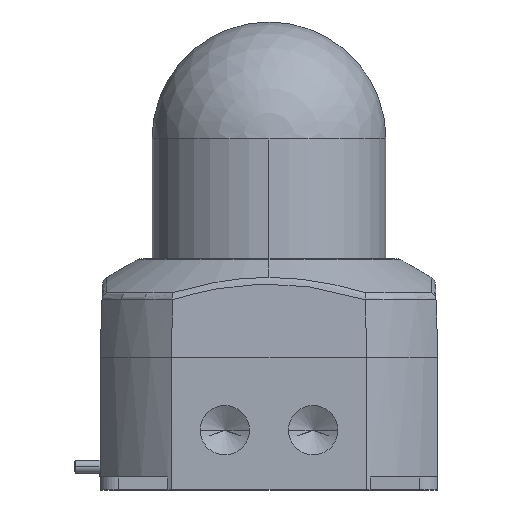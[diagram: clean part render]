
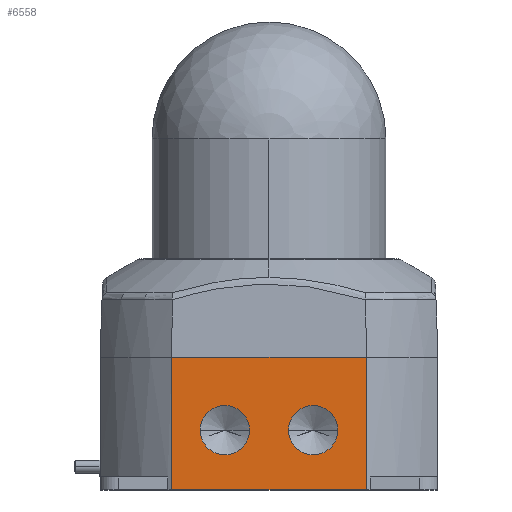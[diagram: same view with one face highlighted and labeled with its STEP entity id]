
A CAD part, front view. The second image highlights one B-rep face of the part: STEP entity #6558.
In plain terms, the highlighted planar face has unit normal (0, -1, 0).
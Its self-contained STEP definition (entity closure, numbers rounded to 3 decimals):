
#79 = ORIENTED_EDGE ( 'NONE', *, *, #272, .T. ) ;
#214 = LINE ( 'NONE', #2183, #1459 ) ;
#272 = EDGE_CURVE ( 'NONE', #2359, #6133, #1347, .T. ) ;
#287 = CARTESIAN_POINT ( 'NONE',  ( 37.417, -328.4, -51. ) ) ;
#288 = CARTESIAN_POINT ( 'NONE',  ( -7.513, -328.4, -28. ) ) ;
#298 = AXIS2_PLACEMENT_3D ( 'NONE', #1129, #3074, #5103 ) ;
#335 = ORIENTED_EDGE ( 'NONE', *, *, #4206, .F. ) ;
#349 = DIRECTION ( 'NONE',  ( 0., -1., 0. ) ) ;
#444 = CARTESIAN_POINT ( 'NONE',  ( 37.417, -328.4, -323.848 ) ) ;
#545 = ORIENTED_EDGE ( 'NONE', *, *, #3338, .T. ) ;
#597 = ORIENTED_EDGE ( 'NONE', *, *, #2833, .F. ) ;
#616 = AXIS2_PLACEMENT_3D ( 'NONE', #4791, #349, #2307 ) ;
#778 = ORIENTED_EDGE ( 'NONE', *, *, #4180, .F. ) ;
#934 = FACE_BOUND ( 'NONE', #3918, .T. ) ;
#1040 = ORIENTED_EDGE ( 'NONE', *, *, #3367, .F. ) ;
#1098 = ORIENTED_EDGE ( 'NONE', *, *, #3776, .F. ) ;
#1129 = CARTESIAN_POINT ( 'NONE',  ( -17., -328.4, -28. ) ) ;
#1180 = VERTEX_POINT ( 'NONE', #288 ) ;
#1323 = DIRECTION ( 'NONE',  ( 0., -1., 0. ) ) ;
#1347 = LINE ( 'NONE', #3282, #4041 ) ;
#1429 = CARTESIAN_POINT ( 'NONE',  ( 26.487, -328.4, -28. ) ) ;
#1459 = VECTOR ( 'NONE', #4156, 1000. ) ;
#1596 = AXIS2_PLACEMENT_3D ( 'NONE', #444, #2394, #4395 ) ;
#1622 = CARTESIAN_POINT ( 'NONE',  ( 17., -328.4, -28. ) ) ;
#1768 = CIRCLE ( 'NONE', #5413, 9.487 ) ;
#1817 = DIRECTION ( 'NONE',  ( 1., 0., 0. ) ) ;
#1839 = VERTEX_POINT ( 'NONE', #4732 ) ;
#2019 = VERTEX_POINT ( 'NONE', #5829 ) ;
#2074 = LINE ( 'NONE', #4046, #2252 ) ;
#2183 = CARTESIAN_POINT ( 'NONE',  ( -37.417, -328.4, -323.848 ) ) ;
#2252 = VECTOR ( 'NONE', #6135, 1000. ) ;
#2307 = DIRECTION ( 'NONE',  ( 1., 0., 0. ) ) ;
#2359 = VERTEX_POINT ( 'NONE', #2375 ) ;
#2375 = CARTESIAN_POINT ( 'NONE',  ( -37.417, -328.4, -51. ) ) ;
#2394 = DIRECTION ( 'NONE',  ( 0., 1., 0. ) ) ;
#2833 = EDGE_CURVE ( 'NONE', #1839, #5639, #4259, .T. ) ;
#2861 = AXIS2_PLACEMENT_3D ( 'NONE', #1622, #3559, #5606 ) ;
#2869 = FACE_BOUND ( 'NONE', #5410, .T. ) ;
#2944 = VERTEX_POINT ( 'NONE', #1429 ) ;
#3061 = CIRCLE ( 'NONE', #298, 9.487 ) ;
#3074 = DIRECTION ( 'NONE',  ( 0., -1., 0. ) ) ;
#3252 = DIRECTION ( 'NONE',  ( 1., 0., 0. ) ) ;
#3282 = CARTESIAN_POINT ( 'NONE',  ( 37.417, -328.4, -51. ) ) ;
#3338 = EDGE_CURVE ( 'NONE', #6133, #5639, #2074, .T. ) ;
#3367 = EDGE_CURVE ( 'NONE', #1180, #2019, #3061, .T. ) ;
#3388 = CIRCLE ( 'NONE', #616, 9.487 ) ;
#3559 = DIRECTION ( 'NONE',  ( 0., -1., 0. ) ) ;
#3695 = EDGE_CURVE ( 'NONE', #4075, #2944, #5735, .T. ) ;
#3776 = EDGE_CURVE ( 'NONE', #2359, #1839, #214, .T. ) ;
#3918 = EDGE_LOOP ( 'NONE', ( #1040, #778 ) ) ;
#4041 = VECTOR ( 'NONE', #5323, 1000. ) ;
#4046 = CARTESIAN_POINT ( 'NONE',  ( 37.417, -328.4, -323.848 ) ) ;
#4075 = VERTEX_POINT ( 'NONE', #5155 ) ;
#4156 = DIRECTION ( 'NONE',  ( 0., 0., 1. ) ) ;
#4180 = EDGE_CURVE ( 'NONE', #2019, #1180, #1768, .T. ) ;
#4206 = EDGE_CURVE ( 'NONE', #2944, #4075, #3388, .T. ) ;
#4259 = LINE ( 'NONE', #6380, #5538 ) ;
#4395 = DIRECTION ( 'NONE',  ( -1., 0., 0. ) ) ;
#4665 = ORIENTED_EDGE ( 'NONE', *, *, #3695, .F. ) ;
#4732 = CARTESIAN_POINT ( 'NONE',  ( -37.417, -328.4, 0. ) ) ;
#4791 = CARTESIAN_POINT ( 'NONE',  ( 17., -328.4, -28. ) ) ;
#4898 = PLANE ( 'NONE',  #1596 ) ;
#5045 = EDGE_LOOP ( 'NONE', ( #79, #545, #597, #1098 ) ) ;
#5103 = DIRECTION ( 'NONE',  ( 1., 0., 0. ) ) ;
#5155 = CARTESIAN_POINT ( 'NONE',  ( 7.513, -328.4, -28. ) ) ;
#5323 = DIRECTION ( 'NONE',  ( 1., 0., 0. ) ) ;
#5391 = FACE_OUTER_BOUND ( 'NONE', #5045, .T. ) ;
#5410 = EDGE_LOOP ( 'NONE', ( #335, #4665 ) ) ;
#5413 = AXIS2_PLACEMENT_3D ( 'NONE', #5821, #1323, #3252 ) ;
#5538 = VECTOR ( 'NONE', #1817, 1000. ) ;
#5606 = DIRECTION ( 'NONE',  ( 1., 0., 0. ) ) ;
#5639 = VERTEX_POINT ( 'NONE', #5715 ) ;
#5715 = CARTESIAN_POINT ( 'NONE',  ( 37.417, -328.4, 0. ) ) ;
#5735 = CIRCLE ( 'NONE', #2861, 9.487 ) ;
#5821 = CARTESIAN_POINT ( 'NONE',  ( -17., -328.4, -28. ) ) ;
#5829 = CARTESIAN_POINT ( 'NONE',  ( -26.487, -328.4, -28. ) ) ;
#6133 = VERTEX_POINT ( 'NONE', #287 ) ;
#6135 = DIRECTION ( 'NONE',  ( 0., 0., 1. ) ) ;
#6380 = CARTESIAN_POINT ( 'NONE',  ( -37.417, -328.4, 0. ) ) ;
#6558 = ADVANCED_FACE ( 'NONE', ( #5391, #934, #2869 ), #4898, .F. ) ;
